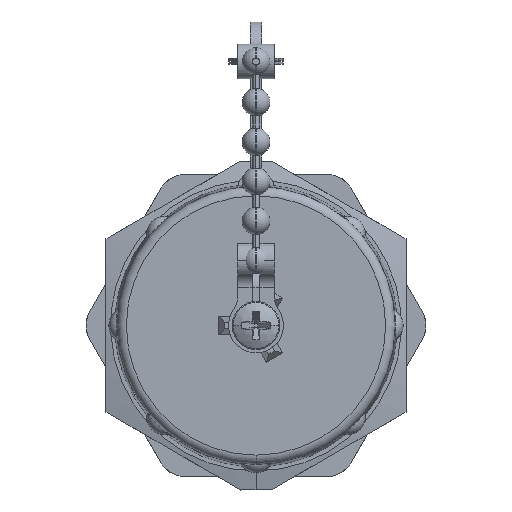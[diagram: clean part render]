
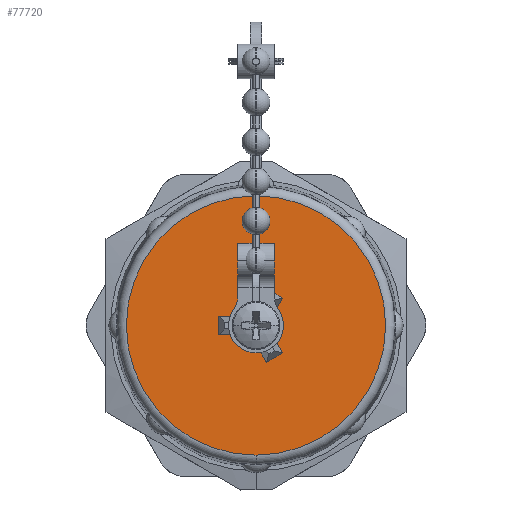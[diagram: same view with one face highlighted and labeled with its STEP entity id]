
A CAD part, left-side view. The second image highlights one B-rep face of the part: STEP entity #77720.
In plain terms, the highlighted face is planar.
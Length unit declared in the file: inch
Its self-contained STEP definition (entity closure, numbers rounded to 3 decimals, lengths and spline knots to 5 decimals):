
#398 = EDGE_CURVE ( 'NONE', #52272, #55603, #14242, .T. ) ;
#879 = CARTESIAN_POINT ( 'NONE',  ( 0.63, 0.16, 0.04 ) ) ;
#904 = AXIS2_PLACEMENT_3D ( 'NONE', #46729, #34502, #28528 ) ;
#1199 = EDGE_CURVE ( 'NONE', #21205, #2522, #32652, .T. ) ;
#1664 = LINE ( 'NONE', #879, #8419 ) ;
#2141 = LINE ( 'NONE', #6736, #17581 ) ;
#2302 = DIRECTION ( 'NONE',  ( 0., 0.5, -0.866 ) ) ;
#2351 = DIRECTION ( 'NONE',  ( 0., 0., -1. ) ) ;
#2386 = EDGE_CURVE ( 'NONE', #2522, #56969, #48049, .T. ) ;
#2522 = VERTEX_POINT ( 'NONE', #56822 ) ;
#2962 = CARTESIAN_POINT ( 'NONE',  ( 0.63, 0., -0.04 ) ) ;
#3230 = CARTESIAN_POINT ( 'NONE',  ( 0.63, -0.11464, -0.11856 ) ) ;
#4039 = DIRECTION ( 'NONE',  ( 0., 1., 0. ) ) ;
#4317 = ORIENTED_EDGE ( 'NONE', *, *, #59709, .T. ) ;
#4540 = AXIS2_PLACEMENT_3D ( 'NONE', #11665, #73496, #60538 ) ;
#6547 = AXIS2_PLACEMENT_3D ( 'NONE', #63607, #51189, #13702 ) ;
#6736 = CARTESIAN_POINT ( 'NONE',  ( 0.63, -0.11464, 0.11856 ) ) ;
#8419 = VECTOR ( 'NONE', #39168, 39.37008 ) ;
#8842 = EDGE_CURVE ( 'NONE', #78418, #22772, #1664, .T. ) ;
#9451 = DIRECTION ( 'NONE',  ( 0., -1., 0. ) ) ;
#9708 = DIRECTION ( 'NONE',  ( 0., 0.5, 0.866 ) ) ;
#10051 = VECTOR ( 'NONE', #9708, 39.37008 ) ;
#10187 = VECTOR ( 'NONE', #19349, 39.37008 ) ;
#10201 = LINE ( 'NONE', #77139, #30615 ) ;
#10410 = CARTESIAN_POINT ( 'NONE',  ( 0.63, 0., 0. ) ) ;
#10469 = CARTESIAN_POINT ( 'NONE',  ( 0.63, 0., 0.0875 ) ) ;
#11665 = CARTESIAN_POINT ( 'NONE',  ( 0.63, 0., 0. ) ) ;
#13548 = DIRECTION ( 'NONE',  ( 1., 0., 0. ) ) ;
#13702 = DIRECTION ( 'NONE',  ( 0., 0., -1. ) ) ;
#13932 = DIRECTION ( 'NONE',  ( 1., 0., 0. ) ) ;
#14242 = CIRCLE ( 'NONE', #60813, 0.0875 ) ;
#15413 = CARTESIAN_POINT ( 'NONE',  ( 0.63, 0.03464, -0.02 ) ) ;
#15777 = ORIENTED_EDGE ( 'NONE', *, *, #57030, .F. ) ;
#16020 = ORIENTED_EDGE ( 'NONE', *, *, #48111, .F. ) ;
#16097 = ORIENTED_EDGE ( 'NONE', *, *, #66446, .F. ) ;
#16143 = EDGE_CURVE ( 'NONE', #32046, #75568, #2141, .T. ) ;
#16654 = DIRECTION ( 'NONE',  ( 0., 0., -1. ) ) ;
#17120 = CARTESIAN_POINT ( 'NONE',  ( 0.63, -0.00427, -0.0874 ) ) ;
#17581 = VECTOR ( 'NONE', #43098, 39.37008 ) ;
#17610 = DIRECTION ( 'NONE',  ( 0., 0.866, -0.5 ) ) ;
#17864 = CARTESIAN_POINT ( 'NONE',  ( 0.63, 0.16, 0.04 ) ) ;
#19026 = CIRCLE ( 'NONE', #77492, 0.0875 ) ;
#19349 = DIRECTION ( 'NONE',  ( 0., -0.5, -0.866 ) ) ;
#20184 = CARTESIAN_POINT ( 'NONE',  ( 0.63, -0.07355, 0.0474 ) ) ;
#21205 = VERTEX_POINT ( 'NONE', #20184 ) ;
#22772 = VERTEX_POINT ( 'NONE', #17864 ) ;
#23638 = CIRCLE ( 'NONE', #41236, 0.0875 ) ;
#23747 = ORIENTED_EDGE ( 'NONE', *, *, #66613, .F. ) ;
#25167 = ORIENTED_EDGE ( 'NONE', *, *, #27208, .F. ) ;
#26308 = LINE ( 'NONE', #2962, #33163 ) ;
#27208 = EDGE_CURVE ( 'NONE', #66770, #52272, #23638, .T. ) ;
#28528 = DIRECTION ( 'NONE',  ( 0., 0., -1. ) ) ;
#29393 = EDGE_LOOP ( 'NONE', ( #34655, #72448, #78648, #23747, #39730, #25167, #16020, #51104, #72077, #16097, #48178, #15777, #80248, #69729 ) ) ;
#30451 = CARTESIAN_POINT ( 'NONE',  ( 0.63, -0.00427, 0.0874 ) ) ;
#30615 = VECTOR ( 'NONE', #2302, 39.37008 ) ;
#30654 = DIRECTION ( 'NONE',  ( 0., 0., -1. ) ) ;
#31006 = VERTEX_POINT ( 'NONE', #61620 ) ;
#32014 = DIRECTION ( 'NONE',  ( 0., 0., -1. ) ) ;
#32046 = VERTEX_POINT ( 'NONE', #39918 ) ;
#32652 = CIRCLE ( 'NONE', #75421, 0.0875 ) ;
#33163 = VECTOR ( 'NONE', #4039, 39.37008 ) ;
#33318 = FACE_OUTER_BOUND ( 'NONE', #55153, .T. ) ;
#33579 = VERTEX_POINT ( 'NONE', #17120 ) ;
#33856 = CIRCLE ( 'NONE', #904, 0.0875 ) ;
#34502 = DIRECTION ( 'NONE',  ( 1., 0., 0. ) ) ;
#34655 = ORIENTED_EDGE ( 'NONE', *, *, #1199, .F. ) ;
#35199 = DIRECTION ( 'NONE',  ( 1., 0., 0. ) ) ;
#37883 = CARTESIAN_POINT ( 'NONE',  ( 0.63, -0.11464, 0.11856 ) ) ;
#38290 = EDGE_CURVE ( 'NONE', #33579, #52970, #33856, .T. ) ;
#39168 = DIRECTION ( 'NONE',  ( 0., 0., 1. ) ) ;
#39722 = CARTESIAN_POINT ( 'NONE',  ( 0.63, 0., 0. ) ) ;
#39730 = ORIENTED_EDGE ( 'NONE', *, *, #398, .F. ) ;
#39918 = CARTESIAN_POINT ( 'NONE',  ( 0.63, -0.04536, 0.15856 ) ) ;
#40935 = CIRCLE ( 'NONE', #4540, 0.5597 ) ;
#41077 = VERTEX_POINT ( 'NONE', #70363 ) ;
#41236 = AXIS2_PLACEMENT_3D ( 'NONE', #10410, #53875, #16654 ) ;
#42420 = VERTEX_POINT ( 'NONE', #59922 ) ;
#42857 = VECTOR ( 'NONE', #17610, 39.37008 ) ;
#43076 = LINE ( 'NONE', #15413, #10051 ) ;
#43098 = DIRECTION ( 'NONE',  ( 0., -0.866, -0.5 ) ) ;
#43648 = VERTEX_POINT ( 'NONE', #78506 ) ;
#45574 = CARTESIAN_POINT ( 'NONE',  ( 0.63, 0.07782, 0.04 ) ) ;
#46729 = CARTESIAN_POINT ( 'NONE',  ( 0.63, 0., 0. ) ) ;
#47156 = EDGE_CURVE ( 'NONE', #56969, #31006, #68063, .T. ) ;
#47201 = CARTESIAN_POINT ( 'NONE',  ( 0.63, 0., 0.04 ) ) ;
#47241 = EDGE_CURVE ( 'NONE', #41077, #42420, #58467, .T. ) ;
#48049 = LINE ( 'NONE', #75186, #10187 ) ;
#48111 = EDGE_CURVE ( 'NONE', #22772, #66770, #52566, .T. ) ;
#48178 = ORIENTED_EDGE ( 'NONE', *, *, #38290, .F. ) ;
#48431 = EDGE_CURVE ( 'NONE', #43648, #78418, #26308, .T. ) ;
#50681 = CARTESIAN_POINT ( 'NONE',  ( 0.63, 0., -0.0875 ) ) ;
#50919 = PLANE ( 'NONE',  #6547 ) ;
#51104 = ORIENTED_EDGE ( 'NONE', *, *, #8842, .F. ) ;
#51189 = DIRECTION ( 'NONE',  ( 1., 0., 0. ) ) ;
#52272 = VERTEX_POINT ( 'NONE', #10469 ) ;
#52566 = LINE ( 'NONE', #47201, #59341 ) ;
#52970 = VERTEX_POINT ( 'NONE', #50681 ) ;
#53875 = DIRECTION ( 'NONE',  ( 1., 0., 0. ) ) ;
#54021 = VECTOR ( 'NONE', #57533, 39.37008 ) ;
#54381 = CARTESIAN_POINT ( 'NONE',  ( 0.63, 0.16, -0.04 ) ) ;
#54633 = EDGE_CURVE ( 'NONE', #75568, #21205, #10201, .T. ) ;
#55153 = EDGE_LOOP ( 'NONE', ( #61967, #4317 ) ) ;
#55231 = AXIS2_PLACEMENT_3D ( 'NONE', #61564, #67794, #30654 ) ;
#55603 = VERTEX_POINT ( 'NONE', #30451 ) ;
#56455 = CARTESIAN_POINT ( 'NONE',  ( 0.63, 0., 0. ) ) ;
#56822 = CARTESIAN_POINT ( 'NONE',  ( 0.63, -0.07355, -0.0474 ) ) ;
#56969 = VERTEX_POINT ( 'NONE', #3230 ) ;
#57030 = EDGE_CURVE ( 'NONE', #31006, #33579, #43076, .T. ) ;
#57533 = DIRECTION ( 'NONE',  ( 0., -0.5, 0.866 ) ) ;
#58467 = CIRCLE ( 'NONE', #55231, 0.5597 ) ;
#59341 = VECTOR ( 'NONE', #9451, 39.37008 ) ;
#59709 = EDGE_CURVE ( 'NONE', #42420, #41077, #40935, .T. ) ;
#59922 = CARTESIAN_POINT ( 'NONE',  ( 0.63, 0., 0.5597 ) ) ;
#60538 = DIRECTION ( 'NONE',  ( 0., 0., -1. ) ) ;
#60813 = AXIS2_PLACEMENT_3D ( 'NONE', #70937, #35199, #2351 ) ;
#61564 = CARTESIAN_POINT ( 'NONE',  ( 0.63, 0., 0. ) ) ;
#61620 = CARTESIAN_POINT ( 'NONE',  ( 0.63, -0.04536, -0.15856 ) ) ;
#61967 = ORIENTED_EDGE ( 'NONE', *, *, #47241, .T. ) ;
#63607 = CARTESIAN_POINT ( 'NONE',  ( 0.63, 0., 0. ) ) ;
#63835 = DIRECTION ( 'NONE',  ( 0., 0., -1. ) ) ;
#66266 = FACE_BOUND ( 'NONE', #29393, .T. ) ;
#66446 = EDGE_CURVE ( 'NONE', #52970, #43648, #19026, .T. ) ;
#66613 = EDGE_CURVE ( 'NONE', #55603, #32046, #79169, .T. ) ;
#66770 = VERTEX_POINT ( 'NONE', #45574 ) ;
#67794 = DIRECTION ( 'NONE',  ( 1., 0., 0. ) ) ;
#68063 = LINE ( 'NONE', #68064, #42857 ) ;
#68064 = CARTESIAN_POINT ( 'NONE',  ( 0.63, -0.04536, -0.15856 ) ) ;
#69729 = ORIENTED_EDGE ( 'NONE', *, *, #2386, .F. ) ;
#70363 = CARTESIAN_POINT ( 'NONE',  ( 0.63, 0., -0.5597 ) ) ;
#70937 = CARTESIAN_POINT ( 'NONE',  ( 0.63, 0., 0. ) ) ;
#72077 = ORIENTED_EDGE ( 'NONE', *, *, #48431, .F. ) ;
#72448 = ORIENTED_EDGE ( 'NONE', *, *, #54633, .F. ) ;
#73496 = DIRECTION ( 'NONE',  ( 1., 0., 0. ) ) ;
#75186 = CARTESIAN_POINT ( 'NONE',  ( 0.63, -0.03464, 0.02 ) ) ;
#75372 = CARTESIAN_POINT ( 'NONE',  ( 0.63, 0.03464, 0.02 ) ) ;
#75421 = AXIS2_PLACEMENT_3D ( 'NONE', #39722, #13932, #63835 ) ;
#75568 = VERTEX_POINT ( 'NONE', #37883 ) ;
#77139 = CARTESIAN_POINT ( 'NONE',  ( 0.63, -0.03464, -0.02 ) ) ;
#77492 = AXIS2_PLACEMENT_3D ( 'NONE', #56455, #13548, #32014 ) ;
#77720 = ADVANCED_FACE ( 'NONE', ( #33318, #66266 ), #50919, .T. ) ;
#78418 = VERTEX_POINT ( 'NONE', #54381 ) ;
#78506 = CARTESIAN_POINT ( 'NONE',  ( 0.63, 0.07782, -0.04 ) ) ;
#78648 = ORIENTED_EDGE ( 'NONE', *, *, #16143, .F. ) ;
#79169 = LINE ( 'NONE', #75372, #54021 ) ;
#80248 = ORIENTED_EDGE ( 'NONE', *, *, #47156, .F. ) ;
